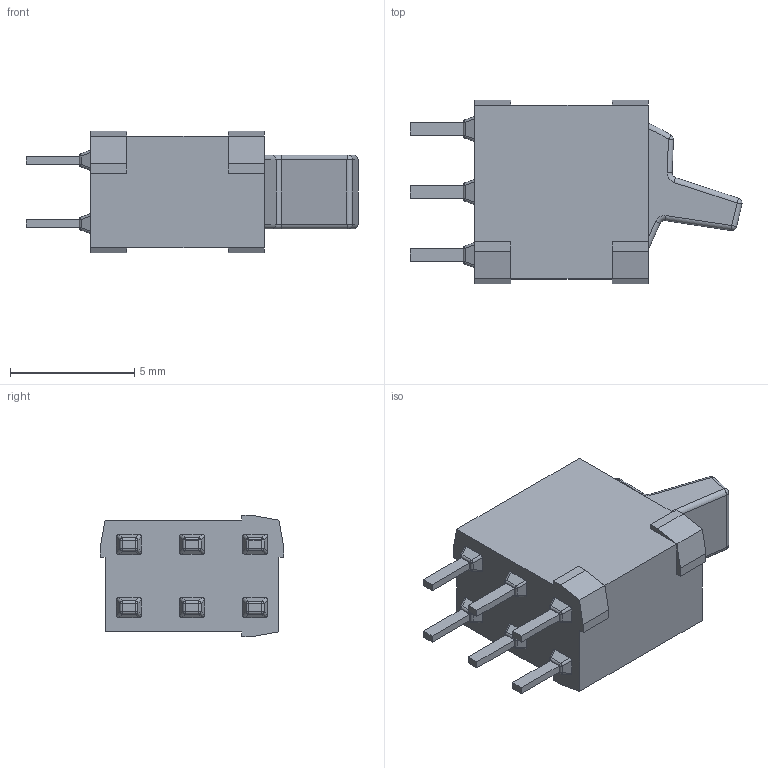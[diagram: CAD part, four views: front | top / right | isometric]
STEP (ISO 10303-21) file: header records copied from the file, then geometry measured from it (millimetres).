
FILE_DESCRIPTION((' '),'2;1');
FILE_NAME('400UDP1L1xxxM2RE.stp','2017-08-02T08:18:17',(' '),(' '),' ','ACIS',' ');
FILE_SCHEMA(('CONFIG_CONTROL_DESIGN'));
Length unit declared in the file: inch
Products named in the file (3): 400UDP1L1xxxM2RE.stp; Body1; Body2
Assembly tree (2 placements, depth 2):
  400UDP1L1xxxM2RE.stp
    Body1
    Body2
Bounding box: 13.37 x 7.4 x 4.9 mm (x, y, z)
Volume: 197.3 mm3; surface area: 416.5 mm2
Topology: 2 solids, 2 shells, 225 faces, 506 edges, 298 vertices
Faces by surface type: plane 119, cylinder 66, sphere 32, torus 8
Entity records: 6516 total; most frequent: DIRECTION 1114, CARTESIAN_POINT 1034, ORIENTED_EDGE 1012, EDGE_CURVE 506, AXIS2_PLACEMENT_3D 378, VECTOR 358, LINE 358, VERTEX_POINT 298
